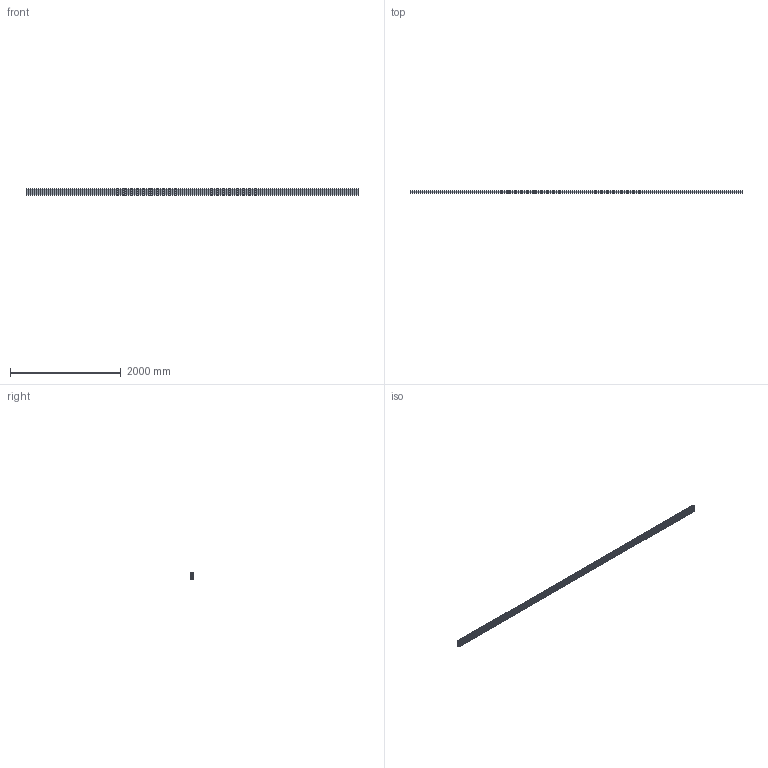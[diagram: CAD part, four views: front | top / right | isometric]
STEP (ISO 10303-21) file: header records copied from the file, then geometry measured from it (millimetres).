
FILE_DESCRIPTION (( 'STEP AP214' ), '1' );
FILE_NAME ('202083_Profil 8 40x120L.STEP', '2019-02-06T12:24:02', ( '' ), ( '' ), 'SwSTEP 2.0', 'SolidWorks 2017', '' );
FILE_SCHEMA (( 'AUTOMOTIVE_DESIGN' ));
Length unit declared in the file: millimetre
Products named in the file (1): 202083_Profil 8 40x120L
Bounding box: 6000 x 40 x 120 mm (x, y, z)
Volume: 9793212 mm3; surface area: 6382441.9 mm2
Topology: 1 solids, 1 shells, 306 faces, 912 edges, 608 vertices
Faces by surface type: cylinder 164, plane 142
Entity records: 10454 total; most frequent: DIRECTION 1854, CARTESIAN_POINT 1827, ORIENTED_EDGE 1824, EDGE_CURVE 912, AXIS2_PLACEMENT_3D 635, VERTEX_POINT 608, VECTOR 584, LINE 584
